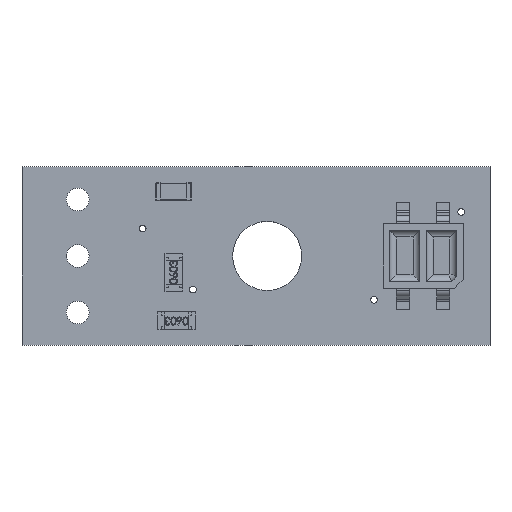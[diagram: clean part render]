
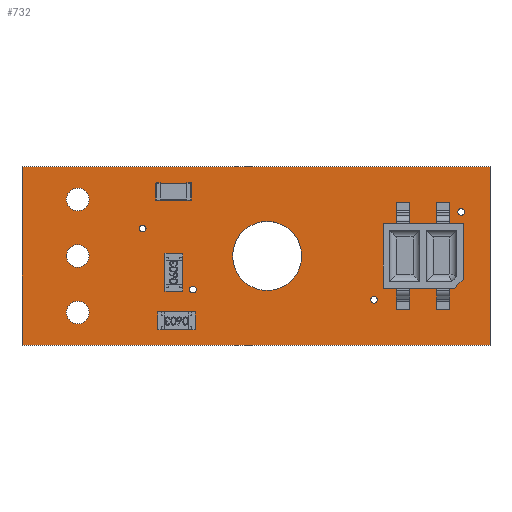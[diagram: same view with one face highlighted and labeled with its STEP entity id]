
A CAD part, top view. The second image highlights one B-rep face of the part: STEP entity #732.
In plain terms, the highlighted planar face has unit normal (0, 0, 1).
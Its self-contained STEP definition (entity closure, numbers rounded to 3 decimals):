
#51 = VERTEX_POINT('',#52);
#52 = CARTESIAN_POINT('',(21.,0.,0.82));
#58 = EDGE_CURVE('',#51,#59,#61,.T.);
#59 = VERTEX_POINT('',#60);
#60 = CARTESIAN_POINT('',(0.,0.,0.82));
#61 = LINE('',#62,#63);
#62 = CARTESIAN_POINT('',(21.,0.,0.82));
#63 = VECTOR('',#64,1.);
#64 = DIRECTION('',(-1.,0.,0.));
#91 = VERTEX_POINT('',#92);
#92 = CARTESIAN_POINT('',(21.,-8.,0.82));
#98 = EDGE_CURVE('',#91,#51,#99,.T.);
#99 = LINE('',#100,#101);
#100 = CARTESIAN_POINT('',(21.,-8.,0.82));
#101 = VECTOR('',#102,1.);
#102 = DIRECTION('',(0.,1.,0.));
#120 = EDGE_CURVE('',#59,#121,#123,.T.);
#121 = VERTEX_POINT('',#122);
#122 = CARTESIAN_POINT('',(0.,-8.,0.82));
#123 = LINE('',#124,#125);
#124 = CARTESIAN_POINT('',(0.,0.,0.82));
#125 = VECTOR('',#126,1.);
#126 = DIRECTION('',(0.,-1.,0.));
#151 = EDGE_CURVE('',#121,#91,#152,.T.);
#152 = LINE('',#153,#154);
#153 = CARTESIAN_POINT('',(0.,-8.,0.82));
#154 = VECTOR('',#155,1.);
#155 = DIRECTION('',(1.,0.,0.));
#184 = VERTEX_POINT('',#185);
#185 = CARTESIAN_POINT('',(15.941,-5.967,0.82));
#191 = EDGE_CURVE('',#192,#184,#194,.T.);
#192 = VERTEX_POINT('',#193);
#193 = CARTESIAN_POINT('',(15.641,-5.967,0.82));
#194 = CIRCLE('',#195,0.15);
#195 = AXIS2_PLACEMENT_3D('',#196,#197,#198);
#196 = CARTESIAN_POINT('',(15.791,-5.967,0.82));
#197 = DIRECTION('',(0.,0.,1.));
#198 = DIRECTION('',(1.,0.,0.));
#213 = EDGE_CURVE('',#184,#192,#214,.T.);
#214 = CIRCLE('',#215,0.15);
#215 = AXIS2_PLACEMENT_3D('',#216,#217,#218);
#216 = CARTESIAN_POINT('',(15.791,-5.967,0.82));
#217 = DIRECTION('',(0.,0.,1.));
#218 = DIRECTION('',(1.,0.,0.));
#249 = VERTEX_POINT('',#250);
#250 = CARTESIAN_POINT('',(12.55,-4.,0.82));
#256 = EDGE_CURVE('',#257,#249,#259,.T.);
#257 = VERTEX_POINT('',#258);
#258 = CARTESIAN_POINT('',(9.45,-4.,0.82));
#259 = CIRCLE('',#260,1.55);
#260 = AXIS2_PLACEMENT_3D('',#261,#262,#263);
#261 = CARTESIAN_POINT('',(11.,-4.,0.82));
#262 = DIRECTION('',(0.,0.,1.));
#263 = DIRECTION('',(1.,0.,0.));
#278 = EDGE_CURVE('',#249,#257,#279,.T.);
#279 = CIRCLE('',#280,1.55);
#280 = AXIS2_PLACEMENT_3D('',#281,#282,#283);
#281 = CARTESIAN_POINT('',(11.,-4.,0.82));
#282 = DIRECTION('',(0.,0.,1.));
#283 = DIRECTION('',(1.,0.,0.));
#314 = VERTEX_POINT('',#315);
#315 = CARTESIAN_POINT('',(3.008,-1.46,0.82));
#321 = EDGE_CURVE('',#322,#314,#324,.T.);
#322 = VERTEX_POINT('',#323);
#323 = CARTESIAN_POINT('',(1.992,-1.46,0.82));
#324 = CIRCLE('',#325,0.508);
#325 = AXIS2_PLACEMENT_3D('',#326,#327,#328);
#326 = CARTESIAN_POINT('',(2.5,-1.46,0.82));
#327 = DIRECTION('',(0.,0.,1.));
#328 = DIRECTION('',(1.,0.,0.));
#343 = EDGE_CURVE('',#314,#322,#344,.T.);
#344 = CIRCLE('',#345,0.508);
#345 = AXIS2_PLACEMENT_3D('',#346,#347,#348);
#346 = CARTESIAN_POINT('',(2.5,-1.46,0.82));
#347 = DIRECTION('',(0.,0.,1.));
#348 = DIRECTION('',(1.,0.,0.));
#379 = VERTEX_POINT('',#380);
#380 = CARTESIAN_POINT('',(3.008,-4.,0.82));
#386 = EDGE_CURVE('',#387,#379,#389,.T.);
#387 = VERTEX_POINT('',#388);
#388 = CARTESIAN_POINT('',(1.992,-4.,0.82));
#389 = CIRCLE('',#390,0.508);
#390 = AXIS2_PLACEMENT_3D('',#391,#392,#393);
#391 = CARTESIAN_POINT('',(2.5,-4.,0.82));
#392 = DIRECTION('',(0.,0.,1.));
#393 = DIRECTION('',(1.,0.,0.));
#408 = EDGE_CURVE('',#379,#387,#409,.T.);
#409 = CIRCLE('',#410,0.508);
#410 = AXIS2_PLACEMENT_3D('',#411,#412,#413);
#411 = CARTESIAN_POINT('',(2.5,-4.,0.82));
#412 = DIRECTION('',(0.,0.,1.));
#413 = DIRECTION('',(1.,0.,0.));
#444 = VERTEX_POINT('',#445);
#445 = CARTESIAN_POINT('',(3.008,-6.54,0.82));
#451 = EDGE_CURVE('',#452,#444,#454,.T.);
#452 = VERTEX_POINT('',#453);
#453 = CARTESIAN_POINT('',(1.992,-6.54,0.82));
#454 = CIRCLE('',#455,0.508);
#455 = AXIS2_PLACEMENT_3D('',#456,#457,#458);
#456 = CARTESIAN_POINT('',(2.5,-6.54,0.82));
#457 = DIRECTION('',(0.,0.,1.));
#458 = DIRECTION('',(1.,0.,0.));
#473 = EDGE_CURVE('',#444,#452,#474,.T.);
#474 = CIRCLE('',#475,0.508);
#475 = AXIS2_PLACEMENT_3D('',#476,#477,#478);
#476 = CARTESIAN_POINT('',(2.5,-6.54,0.82));
#477 = DIRECTION('',(0.,0.,1.));
#478 = DIRECTION('',(1.,0.,0.));
#509 = VERTEX_POINT('',#510);
#510 = CARTESIAN_POINT('',(5.564,-2.773,0.82));
#516 = EDGE_CURVE('',#517,#509,#519,.T.);
#517 = VERTEX_POINT('',#518);
#518 = CARTESIAN_POINT('',(5.264,-2.773,0.82));
#519 = CIRCLE('',#520,0.15);
#520 = AXIS2_PLACEMENT_3D('',#521,#522,#523);
#521 = CARTESIAN_POINT('',(5.414,-2.773,0.82));
#522 = DIRECTION('',(0.,0.,1.));
#523 = DIRECTION('',(1.,0.,0.));
#538 = EDGE_CURVE('',#509,#517,#539,.T.);
#539 = CIRCLE('',#540,0.15);
#540 = AXIS2_PLACEMENT_3D('',#541,#542,#543);
#541 = CARTESIAN_POINT('',(5.414,-2.773,0.82));
#542 = DIRECTION('',(0.,0.,1.));
#543 = DIRECTION('',(1.,0.,0.));
#574 = VERTEX_POINT('',#575);
#575 = CARTESIAN_POINT('',(7.818,-5.509,0.82));
#581 = EDGE_CURVE('',#582,#574,#584,.T.);
#582 = VERTEX_POINT('',#583);
#583 = CARTESIAN_POINT('',(7.518,-5.509,0.82));
#584 = CIRCLE('',#585,0.15);
#585 = AXIS2_PLACEMENT_3D('',#586,#587,#588);
#586 = CARTESIAN_POINT('',(7.668,-5.509,0.82));
#587 = DIRECTION('',(0.,0.,1.));
#588 = DIRECTION('',(1.,0.,0.));
#603 = EDGE_CURVE('',#574,#582,#604,.T.);
#604 = CIRCLE('',#605,0.15);
#605 = AXIS2_PLACEMENT_3D('',#606,#607,#608);
#606 = CARTESIAN_POINT('',(7.668,-5.509,0.82));
#607 = DIRECTION('',(0.,0.,1.));
#608 = DIRECTION('',(1.,0.,0.));
#639 = VERTEX_POINT('',#640);
#640 = CARTESIAN_POINT('',(19.861,-2.021,0.82));
#646 = EDGE_CURVE('',#647,#639,#649,.T.);
#647 = VERTEX_POINT('',#648);
#648 = CARTESIAN_POINT('',(19.561,-2.021,0.82));
#649 = CIRCLE('',#650,0.15);
#650 = AXIS2_PLACEMENT_3D('',#651,#652,#653);
#651 = CARTESIAN_POINT('',(19.711,-2.021,0.82));
#652 = DIRECTION('',(0.,0.,1.));
#653 = DIRECTION('',(1.,0.,0.));
#668 = EDGE_CURVE('',#639,#647,#669,.T.);
#669 = CIRCLE('',#670,0.15);
#670 = AXIS2_PLACEMENT_3D('',#671,#672,#673);
#671 = CARTESIAN_POINT('',(19.711,-2.021,0.82));
#672 = DIRECTION('',(0.,0.,1.));
#673 = DIRECTION('',(1.,0.,0.));
#732 = ADVANCED_FACE('',(#733,#739,#743,#747,#751,#755,#759,#763,#767),
  #771,.F.);
#733 = FACE_BOUND('',#734,.F.);
#734 = EDGE_LOOP('',(#735,#736,#737,#738));
#735 = ORIENTED_EDGE('',*,*,#58,.F.);
#736 = ORIENTED_EDGE('',*,*,#98,.F.);
#737 = ORIENTED_EDGE('',*,*,#151,.F.);
#738 = ORIENTED_EDGE('',*,*,#120,.F.);
#739 = FACE_BOUND('',#740,.F.);
#740 = EDGE_LOOP('',(#741,#742));
#741 = ORIENTED_EDGE('',*,*,#213,.T.);
#742 = ORIENTED_EDGE('',*,*,#191,.T.);
#743 = FACE_BOUND('',#744,.F.);
#744 = EDGE_LOOP('',(#745,#746));
#745 = ORIENTED_EDGE('',*,*,#278,.T.);
#746 = ORIENTED_EDGE('',*,*,#256,.T.);
#747 = FACE_BOUND('',#748,.F.);
#748 = EDGE_LOOP('',(#749,#750));
#749 = ORIENTED_EDGE('',*,*,#343,.T.);
#750 = ORIENTED_EDGE('',*,*,#321,.T.);
#751 = FACE_BOUND('',#752,.F.);
#752 = EDGE_LOOP('',(#753,#754));
#753 = ORIENTED_EDGE('',*,*,#408,.T.);
#754 = ORIENTED_EDGE('',*,*,#386,.T.);
#755 = FACE_BOUND('',#756,.F.);
#756 = EDGE_LOOP('',(#757,#758));
#757 = ORIENTED_EDGE('',*,*,#473,.T.);
#758 = ORIENTED_EDGE('',*,*,#451,.T.);
#759 = FACE_BOUND('',#760,.F.);
#760 = EDGE_LOOP('',(#761,#762));
#761 = ORIENTED_EDGE('',*,*,#538,.T.);
#762 = ORIENTED_EDGE('',*,*,#516,.T.);
#763 = FACE_BOUND('',#764,.F.);
#764 = EDGE_LOOP('',(#765,#766));
#765 = ORIENTED_EDGE('',*,*,#603,.T.);
#766 = ORIENTED_EDGE('',*,*,#581,.T.);
#767 = FACE_BOUND('',#768,.F.);
#768 = EDGE_LOOP('',(#769,#770));
#769 = ORIENTED_EDGE('',*,*,#668,.T.);
#770 = ORIENTED_EDGE('',*,*,#646,.T.);
#771 = PLANE('',#772);
#772 = AXIS2_PLACEMENT_3D('',#773,#774,#775);
#773 = CARTESIAN_POINT('',(21.,0.,0.82));
#774 = DIRECTION('',(0.,0.,-1.));
#775 = DIRECTION('',(-1.,0.,0.));
